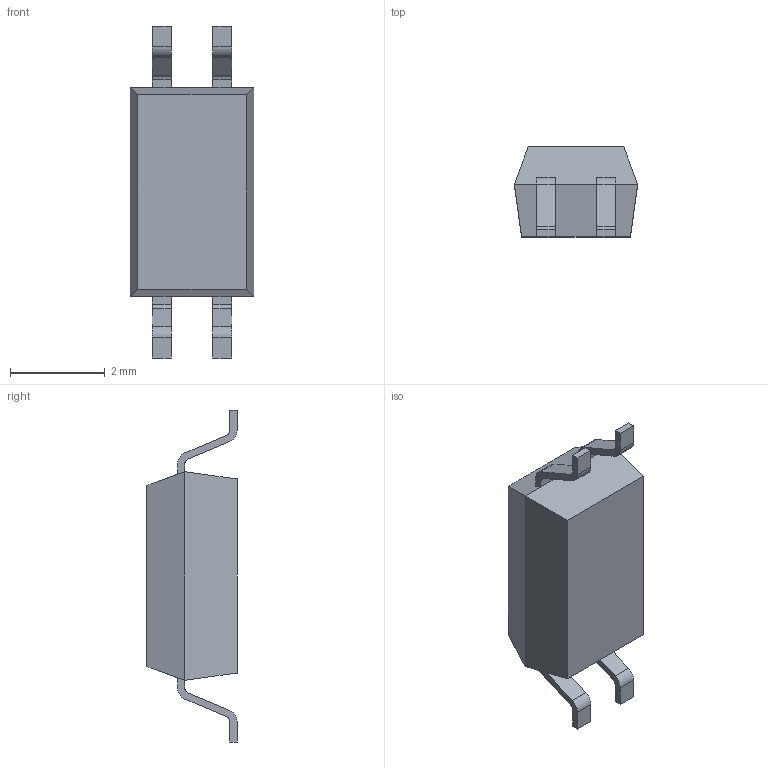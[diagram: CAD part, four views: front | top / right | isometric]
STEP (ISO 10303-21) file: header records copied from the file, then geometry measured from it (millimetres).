
FILE_DESCRIPTION (( 'STEP AP214' ), '1' );
FILE_NAME ('71F3408E-6C9B-48C3-A5C8-844B998CAE6A.STEP', '2009-02-05T12:14:46', ( 'SysAdmin' ), ( 'SolidWorks' ), 'SwSTEP 2.0', 'SolidWorks 2009', '' );
FILE_SCHEMA (( 'AUTOMOTIVE_DESIGN' ));
Length unit declared in the file: millimetre
Products named in the file (1): 71F3408E-6C9B-48C3-A5C8-844B998CAE6A
Bounding box: 2.6 x 1.9 x 7 mm (x, y, z)
Volume: 19.5 mm3; surface area: 51.8 mm2
Topology: 1 solids, 1 shells, 65 faces, 174 edges, 112 vertices
Faces by surface type: plane 47, cylinder 16, cone 2
Entity records: 2141 total; most frequent: CARTESIAN_POINT 352, ORIENTED_EDGE 348, DIRECTION 342, EDGE_CURVE 174, LINE 138, VECTOR 138, VERTEX_POINT 112, AXIS2_PLACEMENT_3D 102
